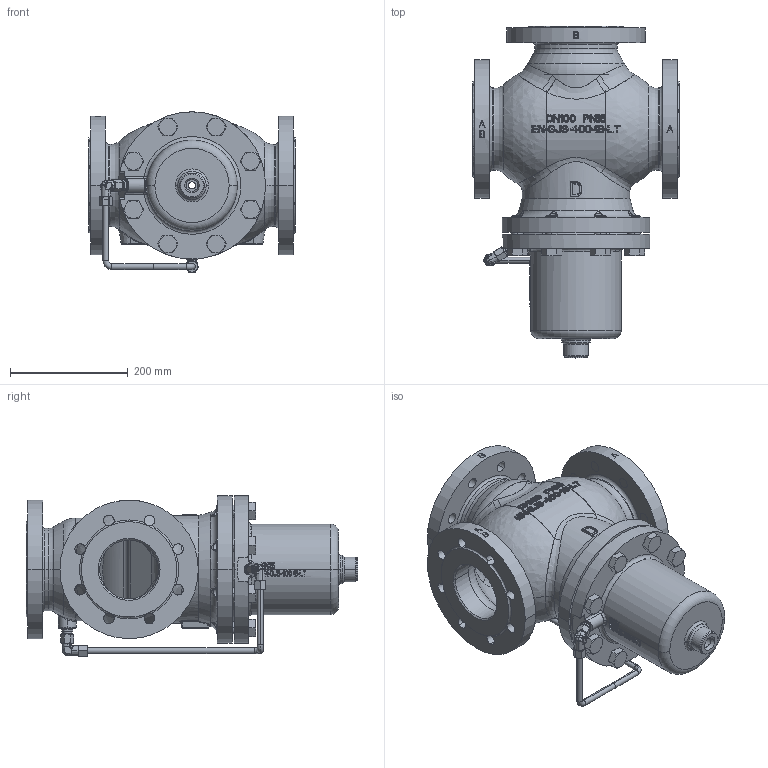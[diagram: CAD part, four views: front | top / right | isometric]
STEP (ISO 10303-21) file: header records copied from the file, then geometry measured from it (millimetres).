
FILE_DESCRIPTION((''),'2;1');
FILE_NAME('065B2604_ASM','2015-03-16T',('u317927'),('Danfoss'),'PRO/ENGINEER BY PARAMETRIC TECHNOLOGY CORPORATION, 2014000','PRO/ENGINEER BY PARAMETRIC TECHNOLOGY CORPORATION, 2014000','');
FILE_SCHEMA(('CONFIG_CONTROL_DESIGN'));
Products named in the file (7): 88615560_1; 88611910_1; 51840370_1; PRIKLJUCEK_1; CEV_VFG3_DN100_1; 065B2604_ASM_1_ASM; 065B2604_ASM
Assembly tree (14 placements, depth 3):
  065B2604_ASM
    065B2604_ASM_1_ASM
      88615560_1
      88611910_1
      51840370_1  x8
      PRIKLJUCEK_1  x2
      CEV_VFG3_DN100_1
Bounding box: 350 x 563.5 x 272.35 mm (x, y, z)
Volume: 9303704 mm3; surface area: 1634089 mm2
Topology: 13 solids, 41 shells, 4159 faces, 10278 edges, 6216 vertices
Faces by surface type: bspline 1275, cylinder 1220, plane 975, torus 219, extrusion 192, cone 151, sphere 127
Entity records: 143451 total; most frequent: CARTESIAN_POINT 69487, ORIENTED_EDGE 18383, DIRECTION 10605, EDGE_CURVE 9268, B_SPLINE_CURVE_WITH_KNOTS 5711, VERTEX_POINT 5599, AXIS2_PLACEMENT_3D 4284, EDGE_LOOP 3903
